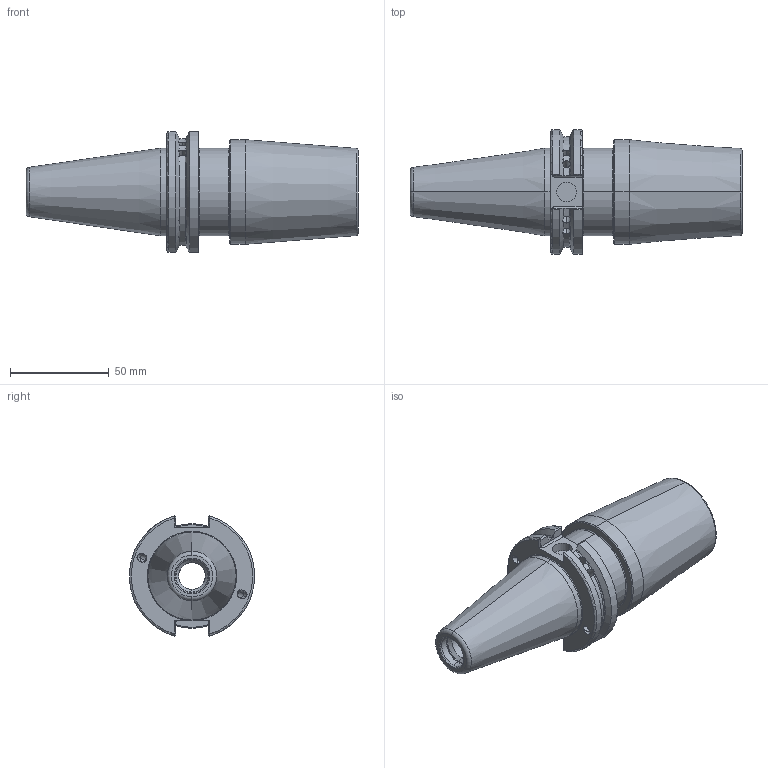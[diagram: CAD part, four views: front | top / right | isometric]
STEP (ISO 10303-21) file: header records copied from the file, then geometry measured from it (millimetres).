
FILE_DESCRIPTION (( 'STEP AP203' ), '1' );
FILE_NAME ('CA40B220-25100HP1.STEP', '2018-05-15T05:05:55', ( 'user' ), ( '' ), 'SwSTEP 2.0', 'SolidWorks 2013', '' );
FILE_SCHEMA (( 'CONFIG_CONTROL_DESIGN' ));
Length unit declared in the file: millimetre
Products named in the file (1): CA40B220-25100HP1
Bounding box: 168.25 x 63.32 x 61.06 mm (x, y, z)
Volume: 212047.3 mm3; surface area: 39909.4 mm2
Topology: 1 solids, 1 shells, 189 faces, 493 edges, 302 vertices
Faces by surface type: cylinder 71, plane 44, torus 38, cone 32, bspline 4
Entity records: 6528 total; most frequent: CARTESIAN_POINT 2003, ORIENTED_EDGE 962, DIRECTION 905, EDGE_CURVE 481, AXIS2_PLACEMENT_3D 371, VERTEX_POINT 302, EDGE_LOOP 207, ADVANCED_FACE 189
